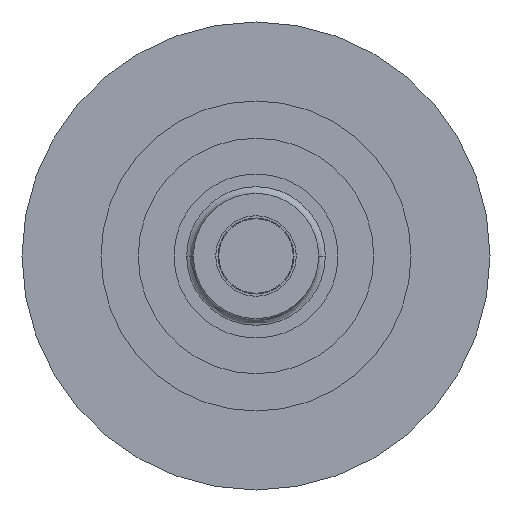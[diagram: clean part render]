
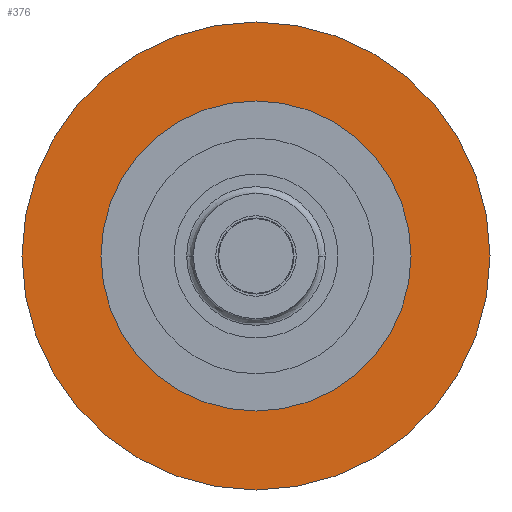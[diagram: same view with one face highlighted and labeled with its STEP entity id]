
A CAD part, front view. The second image highlights one B-rep face of the part: STEP entity #376.
In plain terms, the highlighted planar face has unit normal (0, -1, 0).
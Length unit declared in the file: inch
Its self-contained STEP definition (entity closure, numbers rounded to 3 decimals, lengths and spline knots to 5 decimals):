
#26 = CARTESIAN_POINT ( 'NONE',  ( 0., -0.87271, -0.785 ) ) ;
#27 = CARTESIAN_POINT ( 'NONE',  ( 0., -0.87271, 0.785 ) ) ;
#37 = CARTESIAN_POINT ( 'NONE',  ( 0., -0.87271, 0.52 ) ) ;
#39 = CARTESIAN_POINT ( 'NONE',  ( 0., -0.87271, -0.52 ) ) ;
#182 = DIRECTION ( 'NONE',  ( 0., 0., 1. ) ) ;
#183 = DIRECTION ( 'NONE',  ( 0., 1., 0. ) ) ;
#184 = CARTESIAN_POINT ( 'NONE',  ( 0., -0.87271, 0. ) ) ;
#220 = CARTESIAN_POINT ( 'NONE',  ( 0., -0.87271, 0. ) ) ;
#226 = DIRECTION ( 'NONE',  ( 0., 0., 1. ) ) ;
#228 = DIRECTION ( 'NONE',  ( 0., 1., 0. ) ) ;
#376 = ADVANCED_FACE ( 'NONE', ( #2305, #2302 ), #1792, .T. ) ;
#622 = DIRECTION ( 'NONE',  ( 0., 0., 1. ) ) ;
#623 = DIRECTION ( 'NONE',  ( 0., 1., 0. ) ) ;
#624 = CARTESIAN_POINT ( 'NONE',  ( 0., -0.87271, 0. ) ) ;
#666 = DIRECTION ( 'NONE',  ( 0., 0., 1. ) ) ;
#667 = DIRECTION ( 'NONE',  ( 0., 1., 0. ) ) ;
#668 = CARTESIAN_POINT ( 'NONE',  ( 0., -0.87271, 0. ) ) ;
#771 = AXIS2_PLACEMENT_3D ( 'NONE', #1800, #1790, #1787 ) ;
#1021 = EDGE_CURVE ( 'NONE', #1278, #1279, #2162, .T. ) ;
#1036 = EDGE_CURVE ( 'NONE', #1279, #1278, #2136, .T. ) ;
#1069 = EDGE_CURVE ( 'NONE', #1291, #1292, #2096, .T. ) ;
#1076 = EDGE_CURVE ( 'NONE', #1292, #1291, #2091, .T. ) ;
#1111 = EDGE_LOOP ( 'NONE', ( #1345, #1346 ) ) ;
#1127 = EDGE_LOOP ( 'NONE', ( #1343, #1344 ) ) ;
#1278 = VERTEX_POINT ( 'NONE', #39 ) ;
#1279 = VERTEX_POINT ( 'NONE', #37 ) ;
#1291 = VERTEX_POINT ( 'NONE', #27 ) ;
#1292 = VERTEX_POINT ( 'NONE', #26 ) ;
#1343 = ORIENTED_EDGE ( 'NONE', *, *, #1036, .T. ) ;
#1344 = ORIENTED_EDGE ( 'NONE', *, *, #1021, .T. ) ;
#1345 = ORIENTED_EDGE ( 'NONE', *, *, #1069, .F. ) ;
#1346 = ORIENTED_EDGE ( 'NONE', *, *, #1076, .F. ) ;
#1787 = DIRECTION ( 'NONE',  ( 0., 0., -1. ) ) ;
#1790 = DIRECTION ( 'NONE',  ( 0., -1., 0. ) ) ;
#1792 = PLANE ( 'NONE',  #771 ) ;
#1800 = CARTESIAN_POINT ( 'NONE',  ( -0.785, -0.87271, 0. ) ) ;
#2091 = CIRCLE ( 'NONE', #2468, 0.785 ) ;
#2096 = CIRCLE ( 'NONE', #2481, 0.785 ) ;
#2136 = CIRCLE ( 'NONE', #2420, 0.52 ) ;
#2162 = CIRCLE ( 'NONE', #2437, 0.52 ) ;
#2302 = FACE_OUTER_BOUND ( 'NONE', #1111, .T. ) ;
#2305 = FACE_BOUND ( 'NONE', #1127, .T. ) ;
#2420 = AXIS2_PLACEMENT_3D ( 'NONE', #624, #623, #622 ) ;
#2437 = AXIS2_PLACEMENT_3D ( 'NONE', #668, #667, #666 ) ;
#2468 = AXIS2_PLACEMENT_3D ( 'NONE', #184, #183, #182 ) ;
#2481 = AXIS2_PLACEMENT_3D ( 'NONE', #220, #228, #226 ) ;
